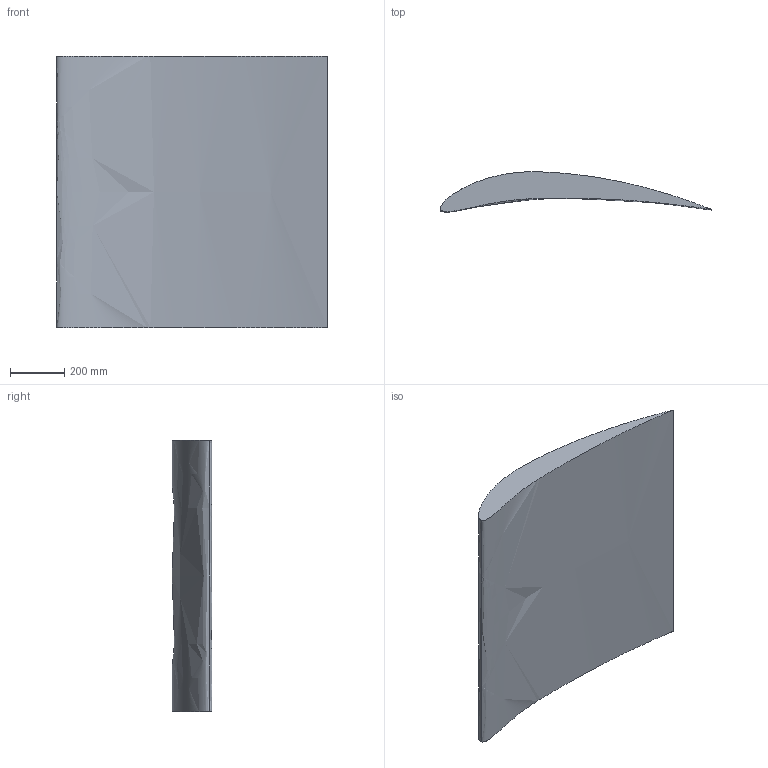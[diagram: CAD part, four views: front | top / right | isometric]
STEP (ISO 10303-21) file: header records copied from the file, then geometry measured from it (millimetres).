
FILE_DESCRIPTION(('Open CASCADE Model'),'2;1');
FILE_NAME('Open CASCADE Shape Model','2023-10-24T12:03:54',('Author'),( 'Open CASCADE'),'Open CASCADE STEP processor 6.9','Open CASCADE 6.9' ,'Unknown');
FILE_SCHEMA(('AUTOMOTIVE_DESIGN { 1 0 10303 214 1 1 1 1 }'));
Length unit declared in the file: millimetre
Products named in the file (2): Open CASCADE STEP translator 6.9 1; Open CASCADE STEP translator 6.9 1.1
Assembly tree (1 placements, depth 2):
  Open CASCADE STEP translator 6.9 1
    Open CASCADE STEP translator 6.9 1.1
Bounding box: 1001.11 x 147.49 x 1000 mm (x, y, z)
Volume: 68897148.3 mm3; surface area: 2211646.8 mm2
Topology: 1 solids, 1 shells, 4 faces, 402 edges, 400 vertices
Faces by surface type: bspline 2, plane 2
Entity records: 18145 total; most frequent: CARTESIAN_POINT 11663, DIRECTION 810, ORIENTED_EDGE 804, PCURVE 804, DEFINITIONAL_REPRESENTATION 804, LINE 802, VECTOR 802, B_SPLINE_CURVE_WITH_KNOTS 404
